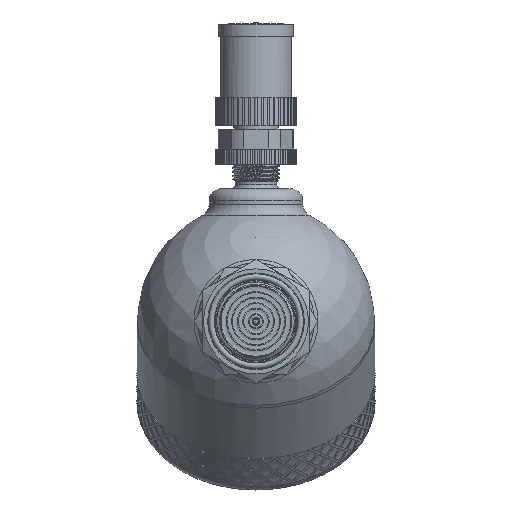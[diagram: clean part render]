
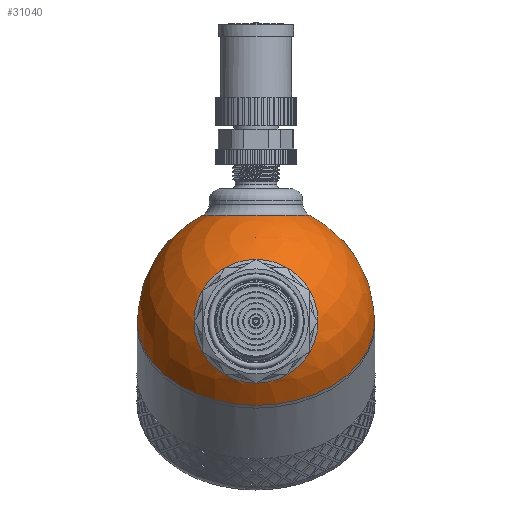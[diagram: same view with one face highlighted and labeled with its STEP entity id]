
A CAD part, left-side view. The second image highlights one B-rep face of the part: STEP entity #31040.
In plain terms, the highlighted spherical face has radius 30 mm.
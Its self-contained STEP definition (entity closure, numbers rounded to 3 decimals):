
#43=SPHERICAL_SURFACE('',#32375,30.);
#433=FACE_BOUND('',#10443,.T.);
#434=FACE_BOUND('',#10444,.T.);
#8332=FACE_OUTER_BOUND('',#10442,.T.);
#10442=EDGE_LOOP('',(#26936,#26937,#26938,#26939));
#10443=EDGE_LOOP('',(#26940));
#10444=EDGE_LOOP('',(#26941));
#11247=CIRCLE('',#32372,15.643);
#11250=CIRCLE('',#32376,30.);
#11251=CIRCLE('',#32377,30.);
#11252=CIRCLE('',#32378,30.);
#11253=CIRCLE('',#32379,13.5);
#14205=VERTEX_POINT('',#68166);
#14207=VERTEX_POINT('',#68172);
#14208=VERTEX_POINT('',#68173);
#14209=VERTEX_POINT('',#68175);
#14210=VERTEX_POINT('',#68178);
#18575=EDGE_CURVE('',#14205,#14205,#11247,.T.);
#18578=EDGE_CURVE('',#14207,#14208,#11250,.T.);
#18579=EDGE_CURVE('',#14207,#14209,#11251,.T.);
#18580=EDGE_CURVE('',#14208,#14207,#11252,.T.);
#18581=EDGE_CURVE('',#14210,#14210,#11253,.T.);
#26936=ORIENTED_EDGE('',*,*,#18578,.F.);
#26937=ORIENTED_EDGE('',*,*,#18579,.T.);
#26938=ORIENTED_EDGE('',*,*,#18579,.F.);
#26939=ORIENTED_EDGE('',*,*,#18580,.F.);
#26940=ORIENTED_EDGE('',*,*,#18575,.F.);
#26941=ORIENTED_EDGE('',*,*,#18581,.F.);
#31040=ADVANCED_FACE('',(#8332,#433,#434),#43,.T.);
#32372=AXIS2_PLACEMENT_3D('',#68167,#35665,#35666);
#32375=AXIS2_PLACEMENT_3D('',#68171,#35671,#35672);
#32376=AXIS2_PLACEMENT_3D('',#68174,#35673,#35674);
#32377=AXIS2_PLACEMENT_3D('',#68176,#35675,#35676);
#32378=AXIS2_PLACEMENT_3D('',#68177,#35677,#35678);
#32379=AXIS2_PLACEMENT_3D('',#68179,#35679,#35680);
#35665=DIRECTION('center_axis',(-0.707,0.,0.707));
#35666=DIRECTION('ref_axis',(0.707,0.,0.707));
#35671=DIRECTION('center_axis',(1.,0.,0.));
#35672=DIRECTION('ref_axis',(0.,-1.,0.));
#35673=DIRECTION('center_axis',(1.,0.,0.));
#35674=DIRECTION('ref_axis',(0.,1.,0.));
#35675=DIRECTION('center_axis',(0.,0.,1.));
#35676=DIRECTION('ref_axis',(0.,1.,0.));
#35677=DIRECTION('center_axis',(1.,0.,0.));
#35678=DIRECTION('ref_axis',(0.,1.,0.));
#35679=DIRECTION('center_axis',(-0.707,0.,-0.707));
#35680=DIRECTION('ref_axis',(-0.707,0.,0.707));
#68166=CARTESIAN_POINT('',(-29.162,0.,7.04));
#68167=CARTESIAN_POINT('Origin',(-18.101,0.,18.101));
#68171=CARTESIAN_POINT('Origin',(0.,0.,0.));
#68172=CARTESIAN_POINT('',(0.,30.,0.));
#68173=CARTESIAN_POINT('',(0.,-30.,0.));
#68174=CARTESIAN_POINT('Origin',(0.,0.,0.));
#68175=CARTESIAN_POINT('',(-30.,0.,0.));
#68176=CARTESIAN_POINT('Origin',(0.,0.,0.));
#68177=CARTESIAN_POINT('Origin',(0.,0.,0.));
#68178=CARTESIAN_POINT('',(-9.398,0.,-28.49));
#68179=CARTESIAN_POINT('Origin',(-18.944,0.,-18.944));
